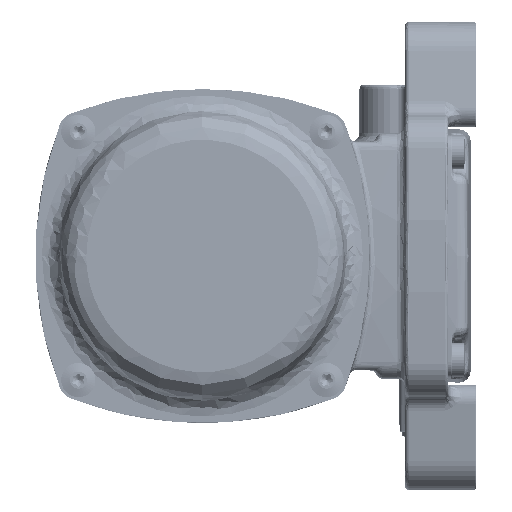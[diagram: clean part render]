
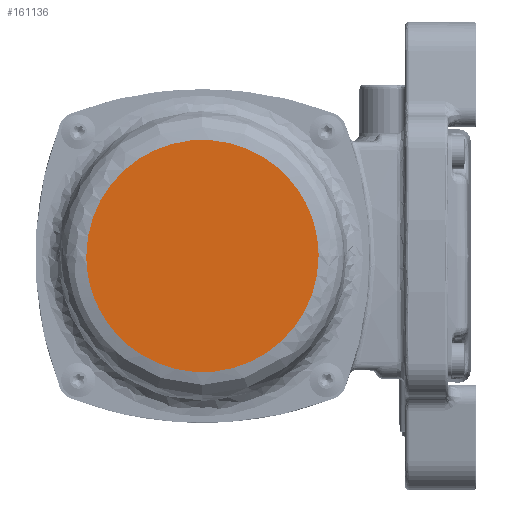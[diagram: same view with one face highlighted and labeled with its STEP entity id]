
A CAD part, left-side view. The second image highlights one B-rep face of the part: STEP entity #161136.
In plain terms, the highlighted planar face has unit normal (-1, 0, 0).
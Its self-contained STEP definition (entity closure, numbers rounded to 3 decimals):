
#17398 = VERTEX_POINT ( 'NONE', #206768 ) ;
#21478 = EDGE_CURVE ( 'NONE', #319883, #17398, #158453, .T. ) ;
#23077 = PLANE ( 'NONE',  #101270 ) ;
#29037 = EDGE_LOOP ( 'NONE', ( #113028, #312663 ) ) ;
#37154 = CARTESIAN_POINT ( 'NONE',  ( -104.5, -40.7, 0. ) ) ;
#81175 = CARTESIAN_POINT ( 'NONE',  ( -104.5, -40.7, -81.4 ) ) ;
#101270 = AXIS2_PLACEMENT_3D ( 'NONE', #110556, #231326, #228836 ) ;
#110556 = CARTESIAN_POINT ( 'NONE',  ( -104.5, 40.7, 0. ) ) ;
#113028 = ORIENTED_EDGE ( 'NONE', *, *, #21478, .F. ) ;
#138585 = EDGE_CURVE ( 'NONE', #17398, #319883, #197960, .T. ) ;
#140318 = CARTESIAN_POINT ( 'NONE',  ( -104.5, -40.7, 0. ) ) ;
#158453 =( BOUNDED_CURVE ( )  B_SPLINE_CURVE ( 3, ( #286798, #81175, #226459, #284238 ),
 .UNSPECIFIED., .F., .T. ) 
 B_SPLINE_CURVE_WITH_KNOTS ( ( 4, 4 ),
 ( 0., 1. ),
 .UNSPECIFIED. ) 
 CURVE ( )  GEOMETRIC_REPRESENTATION_ITEM ( )  RATIONAL_B_SPLINE_CURVE ( ( 1., 0.333, 0.333, 1. ) ) 
 REPRESENTATION_ITEM ( '' )  );
#161136 = ADVANCED_FACE ( 'NONE', ( #247561 ), #23077, .F. ) ;
#197960 =( BOUNDED_CURVE ( )  B_SPLINE_CURVE ( 3, ( #293113, #322715, #213304, #37154 ),
 .UNSPECIFIED., .F., .F. ) 
 B_SPLINE_CURVE_WITH_KNOTS ( ( 4, 4 ),
 ( 0., 1. ),
 .UNSPECIFIED. ) 
 CURVE ( )  GEOMETRIC_REPRESENTATION_ITEM ( )  RATIONAL_B_SPLINE_CURVE ( ( 1., 0.333, 0.333, 1. ) ) 
 REPRESENTATION_ITEM ( '' )  );
#206768 = CARTESIAN_POINT ( 'NONE',  ( -104.5, 40.7, 0. ) ) ;
#213304 = CARTESIAN_POINT ( 'NONE',  ( -104.5, -40.7, 81.4 ) ) ;
#226459 = CARTESIAN_POINT ( 'NONE',  ( -104.5, 40.7, -81.4 ) ) ;
#228836 = DIRECTION ( 'NONE',  ( 0., 1., 0. ) ) ;
#231326 = DIRECTION ( 'NONE',  ( 1., 0., 0. ) ) ;
#247561 = FACE_OUTER_BOUND ( 'NONE', #29037, .T. ) ;
#284238 = CARTESIAN_POINT ( 'NONE',  ( -104.5, 40.7, 0. ) ) ;
#286798 = CARTESIAN_POINT ( 'NONE',  ( -104.5, -40.7, 0. ) ) ;
#293113 = CARTESIAN_POINT ( 'NONE',  ( -104.5, 40.7, 0. ) ) ;
#312663 = ORIENTED_EDGE ( 'NONE', *, *, #138585, .F. ) ;
#319883 = VERTEX_POINT ( 'NONE', #140318 ) ;
#322715 = CARTESIAN_POINT ( 'NONE',  ( -104.5, 40.7, 81.4 ) ) ;
